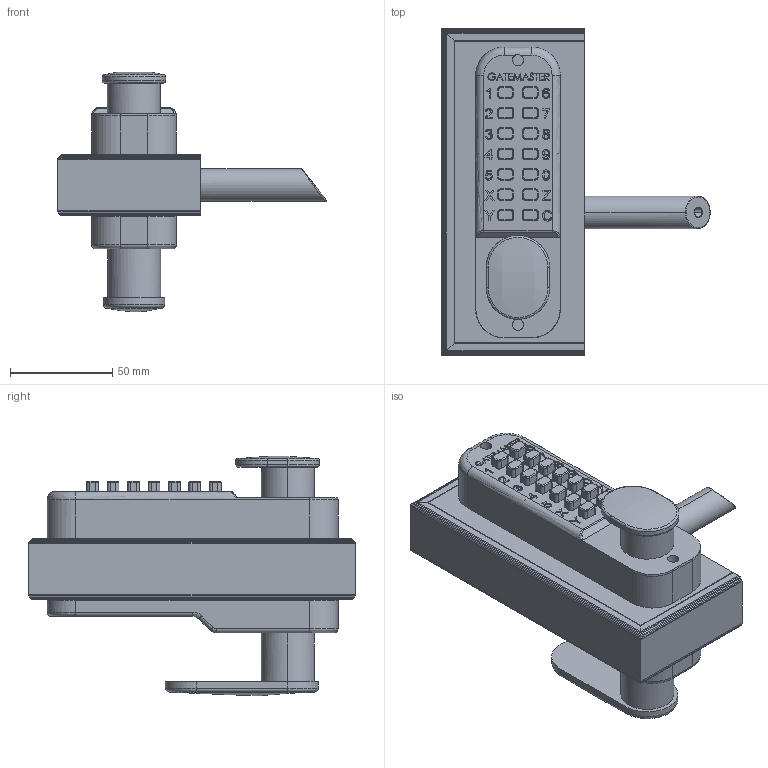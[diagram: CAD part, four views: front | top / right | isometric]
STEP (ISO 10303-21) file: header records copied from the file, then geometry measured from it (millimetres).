
FILE_DESCRIPTION (( 'STEP AP203' ), '1' );
FILE_NAME ('05SGCH40L.STEP', '2022-03-02T16:20:48', ( '' ), ( '' ), 'SwSTEP 2.0', 'SolidWorks 2020', '' );
FILE_SCHEMA (( 'CONFIG_CONTROL_DESIGN' ));
Length unit declared in the file: millimetre
Products named in the file (1): 05SGCH40L
Bounding box: 131.47 x 160 x 117.31 mm (x, y, z)
Volume: 310232 mm3; surface area: 120060.8 mm2
Topology: 7 solids, 7 shells, 783 faces, 1947 edges, 1228 vertices
Faces by surface type: bspline 665, plane 106, cylinder 12
Entity records: 35507 total; most frequent: CARTESIAN_POINT 23310, ORIENTED_EDGE 3894, EDGE_CURVE 1947, B_SPLINE_CURVE_WITH_KNOTS 1645, VERTEX_POINT 1228, EDGE_LOOP 851, ADVANCED_FACE 783, FACE_OUTER_BOUND 783
